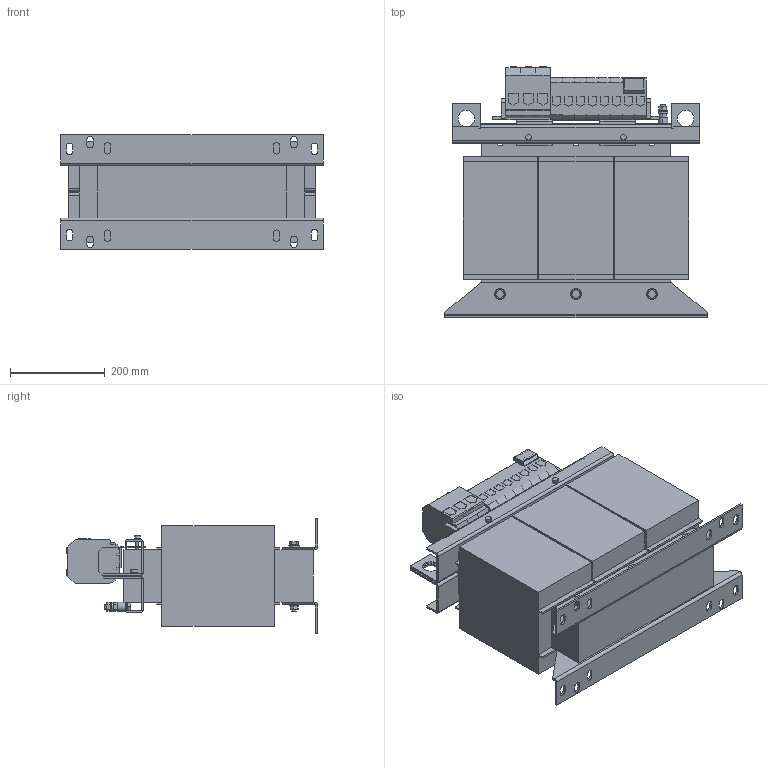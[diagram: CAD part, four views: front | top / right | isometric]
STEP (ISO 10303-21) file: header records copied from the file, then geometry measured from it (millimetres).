
FILE_DESCRIPTION (( 'STEP AP214' ), '1' );
FILE_NAME ('197149.STEP', '2023-06-15T10:41:10', ( '' ), ( '' ), 'SwSTEP 2.0', 'SolidWorks 2018', '' );
FILE_SCHEMA (( 'AUTOMOTIVE_DESIGN' ));
Length unit declared in the file: millimetre
Products named in the file (1): 197149
Bounding box: 552 x 530 x 242 mm (x, y, z)
Volume: 31935149.2 mm3; surface area: 1942736.8 mm2
Topology: 1 solids, 16 shells, 1346 faces, 3474 edges, 2224 vertices
Faces by surface type: plane 954, cylinder 302, torus 48, bspline 34, cone 8
Full cylindrical faces by diameter (mm): 10 x3
Entity records: 41423 total; most frequent: CARTESIAN_POINT 8275, ORIENTED_EDGE 6954, DIRECTION 6705, EDGE_CURVE 3477, VECTOR 2551, LINE 2551, VERTEX_POINT 2227, AXIS2_PLACEMENT_3D 2077
